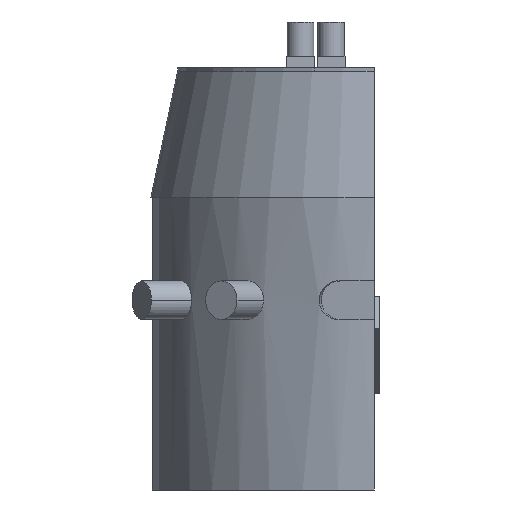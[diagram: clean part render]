
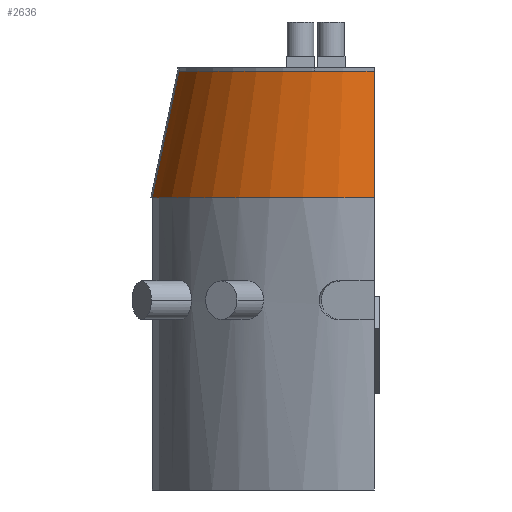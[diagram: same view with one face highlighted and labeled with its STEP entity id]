
A CAD part, front view. The second image highlights one B-rep face of the part: STEP entity #2636.
In plain terms, the highlighted free-form (B-spline) face has degree [1, 3] with [2, 4] control points.
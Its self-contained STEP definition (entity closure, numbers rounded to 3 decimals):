
#2 =( BOUNDED_SURFACE ( )  B_SPLINE_SURFACE ( 1, 3, ( 
 ( #6077, #5124, #6644, #7425 ),
 ( #3422, #2286, #7221, #3220 ) ),
 .UNSPECIFIED., .F., .F., .F. ) 
 B_SPLINE_SURFACE_WITH_KNOTS ( ( 2, 2 ),
 ( 4, 4 ),
 ( 0., 1. ),
 ( 0., 1. ),
 .UNSPECIFIED. ) 
 GEOMETRIC_REPRESENTATION_ITEM ( )  RATIONAL_B_SPLINE_SURFACE ( (
 ( 1., 0.827, 0.827, 1.),
 ( 1., 0.827, 0.827, 1.) ) ) 
 REPRESENTATION_ITEM ( '' )  SURFACE ( )  );
#5 = CARTESIAN_POINT ( 'NONE',  ( -516.058, -65.8, -366.453 ) ) ;
#254 = VERTEX_POINT ( 'NONE', #464 ) ;
#339 = CARTESIAN_POINT ( 'NONE',  ( -8.19, -589.683, -695.777 ) ) ;
#383 = VECTOR ( 'NONE', #6719, 1000. ) ;
#464 = CARTESIAN_POINT ( 'NONE',  ( -8.19, -520.171, -366.453 ) ) ;
#473 = LINE ( 'NONE', #5028, #383 ) ;
#633 = VERTEX_POINT ( 'NONE', #4447 ) ;
#1041 = VERTEX_POINT ( 'NONE', #6354 ) ;
#1124 = DIRECTION ( 'NONE',  ( 0.015, -1., 0. ) ) ;
#1721 = CIRCLE ( 'NONE', #5938, 520.236 ) ;
#2266 = DIRECTION ( 'NONE',  ( 0.03, -1., 0. ) ) ;
#2286 = CARTESIAN_POINT ( 'NONE',  ( -266.22, -528.359, -366.453 ) ) ;
#2531 = EDGE_CURVE ( 'NONE', #254, #1041, #7310, .T. ) ;
#2636 = ADVANCED_FACE ( 'NONE', ( #4523 ), #2, .T. ) ;
#2748 = ORIENTED_EDGE ( 'NONE', *, *, #4216, .T. ) ;
#2806 = VERTEX_POINT ( 'NONE', #5 ) ;
#2817 = EDGE_LOOP ( 'NONE', ( #5786, #2748, #4797, #6072 ) ) ;
#2851 = CARTESIAN_POINT ( 'NONE',  ( -8.19, -566.494, -586.007 ) ) ;
#2934 = DIRECTION ( 'NONE',  ( 0., 0., -1. ) ) ;
#3220 = CARTESIAN_POINT ( 'NONE',  ( -516.058, -65.8, -366.453 ) ) ;
#3391 = CARTESIAN_POINT ( 'NONE',  ( 0., 0., -695.777 ) ) ;
#3422 = CARTESIAN_POINT ( 'NONE',  ( 15.42, -520.007, -366.453 ) ) ;
#3748 = EDGE_CURVE ( 'NONE', #633, #2806, #473, .T. ) ;
#3876 = EDGE_CURVE ( 'NONE', #1041, #633, #4266, .T. ) ;
#4216 = EDGE_CURVE ( 'NONE', #254, #2806, #1721, .T. ) ;
#4266 = CIRCLE ( 'NONE', #4741, 589.74 ) ;
#4391 = CARTESIAN_POINT ( 'NONE',  ( -8.19, -520.171, -366.453 ) ) ;
#4447 = CARTESIAN_POINT ( 'NONE',  ( -586.057, -65.8, -695.777 ) ) ;
#4523 = FACE_OUTER_BOUND ( 'NONE', #2817, .T. ) ;
#4741 = AXIS2_PLACEMENT_3D ( 'NONE', #3391, #2934, #1124 ) ;
#4797 = ORIENTED_EDGE ( 'NONE', *, *, #3748, .F. ) ;
#5028 = CARTESIAN_POINT ( 'NONE',  ( -516.058, -65.8, -366.453 ) ) ;
#5124 = CARTESIAN_POINT ( 'NONE',  ( -310.746, -594.35, -695.777 ) ) ;
#5679 = CARTESIAN_POINT ( 'NONE',  ( -8.19, -543.321, -476.232 ) ) ;
#5786 = ORIENTED_EDGE ( 'NONE', *, *, #2531, .F. ) ;
#5938 = AXIS2_PLACEMENT_3D ( 'NONE', #6255, #6893, #2266 ) ;
#6072 = ORIENTED_EDGE ( 'NONE', *, *, #3876, .F. ) ;
#6077 = CARTESIAN_POINT ( 'NONE',  ( 8.629, -589.677, -695.777 ) ) ;
#6255 = CARTESIAN_POINT ( 'NONE',  ( 0., 0., -366.453 ) ) ;
#6354 = CARTESIAN_POINT ( 'NONE',  ( -8.19, -589.683, -695.777 ) ) ;
#6644 = CARTESIAN_POINT ( 'NONE',  ( -550.42, -383.214, -695.777 ) ) ;
#6719 = DIRECTION ( 'NONE',  ( 0.208, 0., 0.978 ) ) ;
#6893 = DIRECTION ( 'NONE',  ( 0., 0., -1. ) ) ;
#7221 = CARTESIAN_POINT ( 'NONE',  ( -480.42, -345.302, -366.453 ) ) ;
#7310 = B_SPLINE_CURVE_WITH_KNOTS ( 'NONE', 3,
 ( #4391, #5679, #2851, #339 ),
 .UNSPECIFIED., .F., .F.,
 ( 4, 4 ),
 ( 0., 0.337 ),
 .UNSPECIFIED. ) ;
#7425 = CARTESIAN_POINT ( 'NONE',  ( -586.058, -65.8, -695.777 ) ) ;
